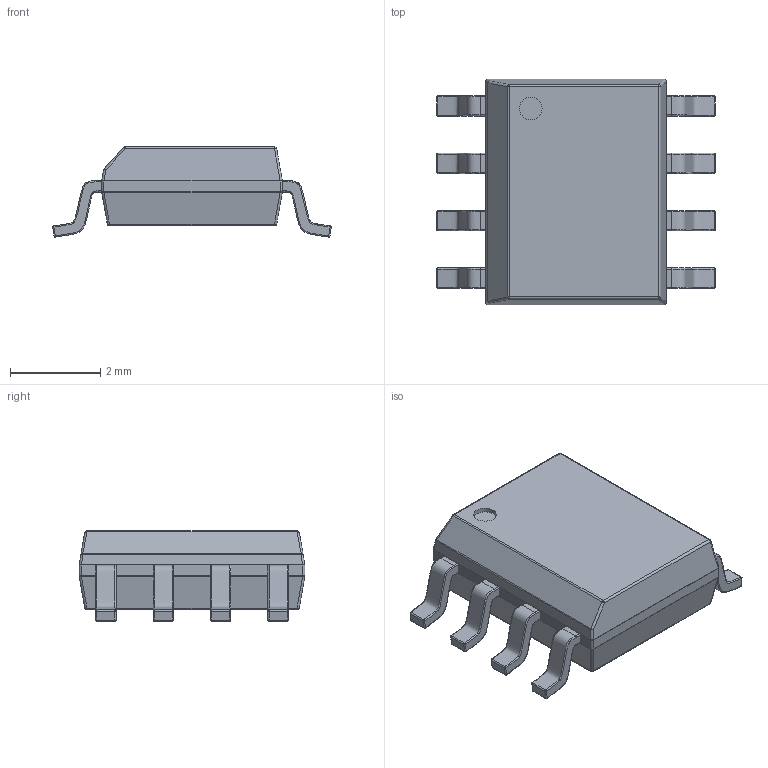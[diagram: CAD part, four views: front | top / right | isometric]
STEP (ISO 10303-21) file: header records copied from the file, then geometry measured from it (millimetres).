
FILE_DESCRIPTION(/* description */ (''),/* implementation_level */ '2;1');
FILE_NAME(/* name */ '8-SOIC_6x5mm_1.27p v4.step',/* time_stamp */ '2023-02-02T10:15:04Z',/* author */ (''),/* organization */ (''),/* preprocessor_version */ 'ST-DEVELOPER v19.2',/* originating_system */ 'Autodesk Translation Framework v11.17.0.187',/* authorisation */ '');
FILE_SCHEMA (('AUTOMOTIVE_DESIGN { 1 0 10303 214 3 1 1 }'));
Length unit declared in the file: millimetre
Products named in the file (4): 8-SOIC_6x5mm_1.27p; 3D Model; Body; Legs
Assembly tree (3 placements, depth 3):
  8-SOIC_6x5mm_1.27p
    3D Model
      Body
      Legs
Bounding box: 6.16 x 5 x 2 mm (x, y, z)
Volume: 34.8 mm3; surface area: 90.9 mm2
Topology: 9 solids, 9 shells, 404 faces, 822 edges, 442 vertices
Faces by surface type: cylinder 144, bspline 92, plane 86, sphere 82
Full cylindrical faces by diameter (mm): 0.5 x1
Entity records: 14926 total; most frequent: CARTESIAN_POINT 6991, ORIENTED_EDGE 1644, DIRECTION 1573, EDGE_CURVE 822, AXIS2_PLACEMENT_3D 607, VERTEX_POINT 442, EDGE_LOOP 410, FACE_OUTER_BOUND 404
